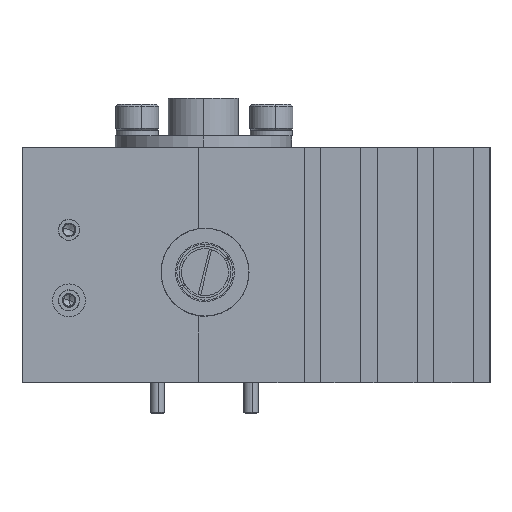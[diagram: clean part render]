
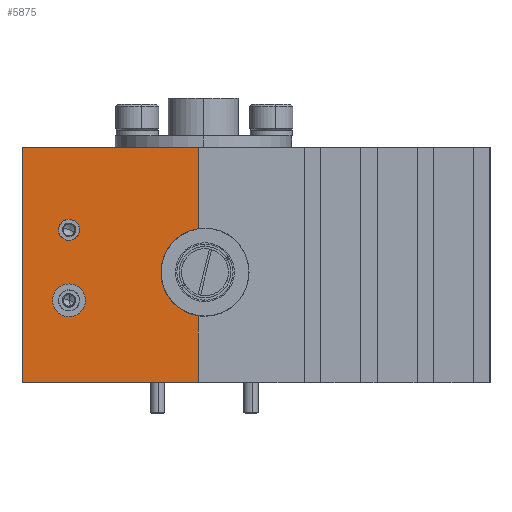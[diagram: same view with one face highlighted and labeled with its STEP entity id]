
A CAD part, left-side view. The second image highlights one B-rep face of the part: STEP entity #5875.
In plain terms, the highlighted planar face has unit normal (-1, 0, 0).
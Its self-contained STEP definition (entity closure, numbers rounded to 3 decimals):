
#150 = CARTESIAN_POINT ( 'NONE',  ( -68.784, 16.582, 28.441 ) ) ;
#215 = ORIENTED_EDGE ( 'NONE', *, *, #15995, .F. ) ;
#253 = ORIENTED_EDGE ( 'NONE', *, *, #13528, .T. ) ;
#829 = CARTESIAN_POINT ( 'NONE',  ( -68.784, 35.632, 28.441 ) ) ;
#1348 = VECTOR ( 'NONE', #8183, 1000. ) ;
#1408 = VERTEX_POINT ( 'NONE', #3224 ) ;
#1448 = EDGE_CURVE ( 'NONE', #6252, #8874, #3714, .T. ) ;
#1559 = CARTESIAN_POINT ( 'NONE',  ( -68.784, 16.582, 28.441 ) ) ;
#1772 = DIRECTION ( 'NONE',  ( -1., 0., 0. ) ) ;
#1995 = CARTESIAN_POINT ( 'NONE',  ( -68.784, 30.552, 11.931 ) ) ;
#2260 = FACE_BOUND ( 'NONE', #10270, .T. ) ;
#2317 = EDGE_CURVE ( 'NONE', #17523, #9647, #16018, .T. ) ;
#2319 = CIRCLE ( 'NONE', #16677, 1.13 ) ;
#2711 = CIRCLE ( 'NONE', #15675, 1.778 ) ;
#3056 = VERTEX_POINT ( 'NONE', #5383 ) ;
#3186 = LINE ( 'NONE', #6551, #10793 ) ;
#3195 = CARTESIAN_POINT ( 'NONE',  ( -68.784, 15.871, 14.979 ) ) ;
#3224 = CARTESIAN_POINT ( 'NONE',  ( -68.784, 16.582, 19.688 ) ) ;
#3456 = CARTESIAN_POINT ( 'NONE',  ( -68.784, 35.632, 3.041 ) ) ;
#3591 = CARTESIAN_POINT ( 'NONE',  ( -68.784, 35.632, 3.041 ) ) ;
#3714 = LINE ( 'NONE', #4014, #1348 ) ;
#3715 = ORIENTED_EDGE ( 'NONE', *, *, #15688, .F. ) ;
#4014 = CARTESIAN_POINT ( 'NONE',  ( -68.784, 16.582, 28.441 ) ) ;
#4125 = VERTEX_POINT ( 'NONE', #829 ) ;
#4196 = EDGE_CURVE ( 'NONE', #9647, #17523, #2319, .T. ) ;
#4502 = DIRECTION ( 'NONE',  ( 0., 0., 1. ) ) ;
#4512 = ORIENTED_EDGE ( 'NONE', *, *, #7555, .F. ) ;
#5154 = ORIENTED_EDGE ( 'NONE', *, *, #16745, .F. ) ;
#5383 = CARTESIAN_POINT ( 'NONE',  ( -68.784, 30.552, 10.153 ) ) ;
#5642 = DIRECTION ( 'NONE',  ( 1., 0., 0. ) ) ;
#5875 = ADVANCED_FACE ( 'NONE', ( #9651, #2260, #14857 ), #13756, .F. ) ;
#6252 = VERTEX_POINT ( 'NONE', #14806 ) ;
#6551 = CARTESIAN_POINT ( 'NONE',  ( -68.784, 35.632, 28.441 ) ) ;
#7555 = EDGE_CURVE ( 'NONE', #8506, #3056, #2711, .T. ) ;
#7988 = LINE ( 'NONE', #150, #17288 ) ;
#8159 = ORIENTED_EDGE ( 'NONE', *, *, #4196, .T. ) ;
#8183 = DIRECTION ( 'NONE',  ( 0., 0., 1. ) ) ;
#8240 = DIRECTION ( 'NONE',  ( 0., 0., -1. ) ) ;
#8471 = DIRECTION ( 'NONE',  ( 1., 0., 0. ) ) ;
#8506 = VERTEX_POINT ( 'NONE', #14123 ) ;
#8874 = VERTEX_POINT ( 'NONE', #8983 ) ;
#8926 = CARTESIAN_POINT ( 'NONE',  ( -68.784, 30.552, 19.551 ) ) ;
#8983 = CARTESIAN_POINT ( 'NONE',  ( -68.784, 16.582, 10.27 ) ) ;
#9244 = CARTESIAN_POINT ( 'NONE',  ( -68.784, 30.552, 20.681 ) ) ;
#9492 = CIRCLE ( 'NONE', #11858, 4.763 ) ;
#9641 = CARTESIAN_POINT ( 'NONE',  ( -68.784, 35.632, 28.441 ) ) ;
#9647 = VERTEX_POINT ( 'NONE', #9244 ) ;
#9651 = FACE_BOUND ( 'NONE', #10161, .T. ) ;
#9861 = CARTESIAN_POINT ( 'NONE',  ( -68.784, 30.552, 19.551 ) ) ;
#10072 = DIRECTION ( 'NONE',  ( -1., 0., 0. ) ) ;
#10161 = EDGE_LOOP ( 'NONE', ( #4512, #5154 ) ) ;
#10270 = EDGE_LOOP ( 'NONE', ( #16361, #8159 ) ) ;
#10308 = DIRECTION ( 'NONE',  ( 0., -1., 0. ) ) ;
#10385 = DIRECTION ( 'NONE',  ( 0., 0., -1. ) ) ;
#10681 = AXIS2_PLACEMENT_3D ( 'NONE', #9641, #5642, #8240 ) ;
#10793 = VECTOR ( 'NONE', #12190, 1000. ) ;
#11000 = VECTOR ( 'NONE', #10308, 1000. ) ;
#11048 = DIRECTION ( 'NONE',  ( 0., 0., 1. ) ) ;
#11269 = DIRECTION ( 'NONE',  ( 0., 0., -1. ) ) ;
#11412 = DIRECTION ( 'NONE',  ( 0., 0., 1. ) ) ;
#11858 = AXIS2_PLACEMENT_3D ( 'NONE', #3195, #12911, #14365 ) ;
#11886 = CARTESIAN_POINT ( 'NONE',  ( -68.784, 30.552, 18.421 ) ) ;
#12190 = DIRECTION ( 'NONE',  ( 0., -1., 0. ) ) ;
#12230 = CARTESIAN_POINT ( 'NONE',  ( -68.784, 35.632, 28.441 ) ) ;
#12664 = VERTEX_POINT ( 'NONE', #1559 ) ;
#12911 = DIRECTION ( 'NONE',  ( -1., 0., 0. ) ) ;
#12919 = ORIENTED_EDGE ( 'NONE', *, *, #16519, .F. ) ;
#12949 = LINE ( 'NONE', #12230, #15969 ) ;
#13313 = ORIENTED_EDGE ( 'NONE', *, *, #1448, .T. ) ;
#13528 = EDGE_CURVE ( 'NONE', #17067, #6252, #16166, .T. ) ;
#13599 = DIRECTION ( 'NONE',  ( 0., 0., 1. ) ) ;
#13756 = PLANE ( 'NONE',  #10681 ) ;
#14123 = CARTESIAN_POINT ( 'NONE',  ( -68.784, 30.552, 13.709 ) ) ;
#14180 = AXIS2_PLACEMENT_3D ( 'NONE', #15517, #1772, #11412 ) ;
#14365 = DIRECTION ( 'NONE',  ( 0., 0., 1. ) ) ;
#14670 = CIRCLE ( 'NONE', #14180, 1.778 ) ;
#14806 = CARTESIAN_POINT ( 'NONE',  ( -68.784, 16.582, 3.041 ) ) ;
#14857 = FACE_OUTER_BOUND ( 'NONE', #15420, .T. ) ;
#14920 = AXIS2_PLACEMENT_3D ( 'NONE', #8926, #17326, #10385 ) ;
#15045 = ORIENTED_EDGE ( 'NONE', *, *, #15640, .T. ) ;
#15420 = EDGE_LOOP ( 'NONE', ( #3715, #15045, #215, #12919, #253, #13313 ) ) ;
#15517 = CARTESIAN_POINT ( 'NONE',  ( -68.784, 30.552, 11.931 ) ) ;
#15640 = EDGE_CURVE ( 'NONE', #1408, #12664, #7988, .T. ) ;
#15675 = AXIS2_PLACEMENT_3D ( 'NONE', #1995, #10072, #4502 ) ;
#15688 = EDGE_CURVE ( 'NONE', #1408, #8874, #9492, .T. ) ;
#15969 = VECTOR ( 'NONE', #13599, 1000. ) ;
#15995 = EDGE_CURVE ( 'NONE', #4125, #12664, #3186, .T. ) ;
#16018 = CIRCLE ( 'NONE', #14920, 1.13 ) ;
#16166 = LINE ( 'NONE', #3456, #11000 ) ;
#16361 = ORIENTED_EDGE ( 'NONE', *, *, #2317, .T. ) ;
#16519 = EDGE_CURVE ( 'NONE', #17067, #4125, #12949, .T. ) ;
#16677 = AXIS2_PLACEMENT_3D ( 'NONE', #9861, #8471, #11269 ) ;
#16745 = EDGE_CURVE ( 'NONE', #3056, #8506, #14670, .T. ) ;
#17067 = VERTEX_POINT ( 'NONE', #3591 ) ;
#17288 = VECTOR ( 'NONE', #11048, 1000. ) ;
#17326 = DIRECTION ( 'NONE',  ( 1., 0., 0. ) ) ;
#17523 = VERTEX_POINT ( 'NONE', #11886 ) ;
